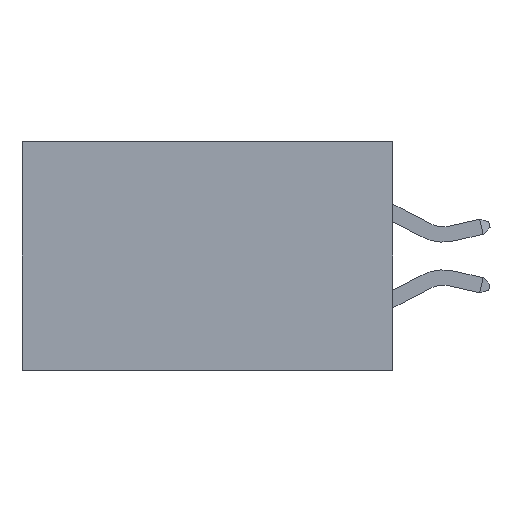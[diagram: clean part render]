
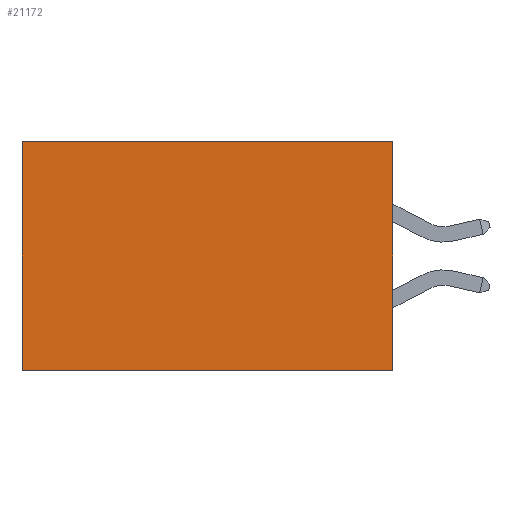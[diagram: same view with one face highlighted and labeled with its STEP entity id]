
A CAD part, left-side view. The second image highlights one B-rep face of the part: STEP entity #21172.
In plain terms, the highlighted planar face has unit normal (-1, 0, 0).
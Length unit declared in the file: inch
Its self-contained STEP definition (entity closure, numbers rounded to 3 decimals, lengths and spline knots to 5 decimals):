
#439 = LINE ( 'NONE', #10785, #20872 ) ;
#1408 = EDGE_LOOP ( 'NONE', ( #18221, #13196, #18938, #18932 ) ) ;
#1617 = CARTESIAN_POINT ( 'NONE',  ( 0.2875, 0., -0.37 ) ) ;
#2128 = DIRECTION ( 'NONE',  ( 0., 1., 0. ) ) ;
#2137 = VECTOR ( 'NONE', #14888, 39.37008 ) ;
#2398 = EDGE_CURVE ( 'NONE', #13967, #19926, #7598, .T. ) ;
#3536 = EDGE_CURVE ( 'NONE', #19926, #20999, #11115, .T. ) ;
#3612 = EDGE_CURVE ( 'NONE', #13967, #17892, #439, .T. ) ;
#6409 = CARTESIAN_POINT ( 'NONE',  ( 0.2875, 0., 0. ) ) ;
#7253 = VECTOR ( 'NONE', #9262, 39.37008 ) ;
#7521 = AXIS2_PLACEMENT_3D ( 'NONE', #10318, #20859, #10474 ) ;
#7598 = LINE ( 'NONE', #6409, #2137 ) ;
#8633 = VECTOR ( 'NONE', #18824, 39.37008 ) ;
#8697 = PLANE ( 'NONE',  #7521 ) ;
#9262 = DIRECTION ( 'NONE',  ( 0., 0., -1. ) ) ;
#9639 = CARTESIAN_POINT ( 'NONE',  ( 0.2875, 0.6, -0.37 ) ) ;
#10318 = CARTESIAN_POINT ( 'NONE',  ( 0.2875, 0., 0. ) ) ;
#10474 = DIRECTION ( 'NONE',  ( 0., 0., -1. ) ) ;
#10785 = CARTESIAN_POINT ( 'NONE',  ( 0.2875, 0., 0. ) ) ;
#11115 = LINE ( 'NONE', #1617, #8633 ) ;
#13196 = ORIENTED_EDGE ( 'NONE', *, *, #3536, .F. ) ;
#13744 = CARTESIAN_POINT ( 'NONE',  ( 0.2875, 0., -0.37 ) ) ;
#13967 = VERTEX_POINT ( 'NONE', #21677 ) ;
#14888 = DIRECTION ( 'NONE',  ( 0., 0., -1. ) ) ;
#17892 = VERTEX_POINT ( 'NONE', #19174 ) ;
#18221 = ORIENTED_EDGE ( 'NONE', *, *, #20849, .T. ) ;
#18824 = DIRECTION ( 'NONE',  ( 0., 1., 0. ) ) ;
#18932 = ORIENTED_EDGE ( 'NONE', *, *, #3612, .T. ) ;
#18938 = ORIENTED_EDGE ( 'NONE', *, *, #2398, .F. ) ;
#19174 = CARTESIAN_POINT ( 'NONE',  ( 0.2875, 0.6, 0. ) ) ;
#19224 = FACE_OUTER_BOUND ( 'NONE', #1408, .T. ) ;
#19769 = LINE ( 'NONE', #19807, #7253 ) ;
#19807 = CARTESIAN_POINT ( 'NONE',  ( 0.2875, 0.6, 0. ) ) ;
#19926 = VERTEX_POINT ( 'NONE', #13744 ) ;
#20849 = EDGE_CURVE ( 'NONE', #17892, #20999, #19769, .T. ) ;
#20859 = DIRECTION ( 'NONE',  ( 1., 0., 0. ) ) ;
#20872 = VECTOR ( 'NONE', #2128, 39.37008 ) ;
#20999 = VERTEX_POINT ( 'NONE', #9639 ) ;
#21172 = ADVANCED_FACE ( 'NONE', ( #19224 ), #8697, .F. ) ;
#21677 = CARTESIAN_POINT ( 'NONE',  ( 0.2875, 0., 0. ) ) ;
